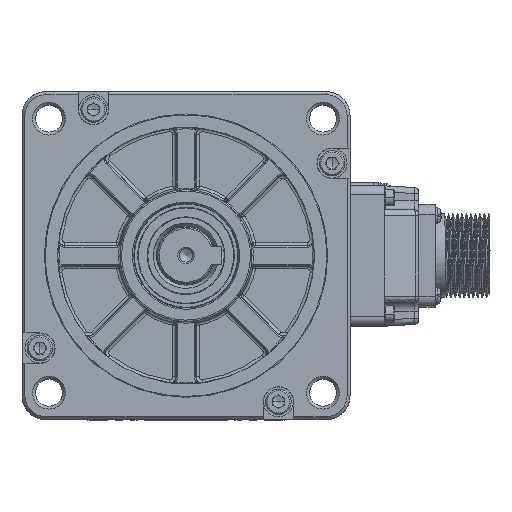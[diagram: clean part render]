
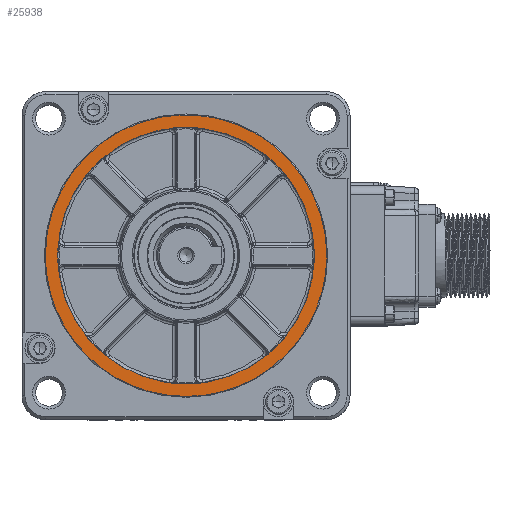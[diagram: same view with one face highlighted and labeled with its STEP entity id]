
A CAD part, top view. The second image highlights one B-rep face of the part: STEP entity #25938.
In plain terms, the highlighted planar face has unit normal (0, 0, 1).
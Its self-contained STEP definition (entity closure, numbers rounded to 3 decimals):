
#24230=CARTESIAN_POINT('',(-65.384,-21.39,105.));
#24231=VERTEX_POINT('',#24230);
#24241=CARTESIAN_POINT('',(-65.384,-21.39,105.));
#24242=CARTESIAN_POINT('',(-65.384,25.81,105.));
#24243=CARTESIAN_POINT('',(-18.184,25.81,105.));
#24244=CARTESIAN_POINT('',(29.016,25.81,105.));
#24245=CARTESIAN_POINT('',(29.016,-21.39,105.));
#24246=CARTESIAN_POINT('',(29.016,-26.039,105.));
#24247=CARTESIAN_POINT('',(28.109,-30.599,105.));
#24248=CARTESIAN_POINT('',(27.202,-35.158,105.));
#24249=CARTESIAN_POINT('',(25.423,-39.453,105.));
#24250=CARTESIAN_POINT('',(23.644,-43.748,105.));
#24251=CARTESIAN_POINT('',(21.061,-47.613,105.));
#24252=CARTESIAN_POINT('',(18.479,-51.479,105.));
#24253=CARTESIAN_POINT('',(15.191,-54.766,105.));
#24254=CARTESIAN_POINT('',(11.904,-58.053,105.));
#24255=CARTESIAN_POINT('',(8.039,-60.636,105.));
#24256=CARTESIAN_POINT('',(4.174,-63.218,105.));
#24257=CARTESIAN_POINT('',(-0.121,-64.997,105.));
#24258=CARTESIAN_POINT('',(-4.416,-66.776,105.));
#24259=CARTESIAN_POINT('',(-8.976,-67.683,105.));
#24260=CARTESIAN_POINT('',(-13.535,-68.59,105.));
#24261=CARTESIAN_POINT('',(-18.184,-68.59,105.));
#24262=CARTESIAN_POINT('',(-22.833,-68.59,105.));
#24263=CARTESIAN_POINT('',(-27.392,-67.683,105.));
#24264=CARTESIAN_POINT('',(-31.952,-66.776,105.));
#24265=CARTESIAN_POINT('',(-36.247,-64.997,105.));
#24266=CARTESIAN_POINT('',(-40.542,-63.218,105.));
#24267=CARTESIAN_POINT('',(-44.407,-60.636,105.));
#24268=CARTESIAN_POINT('',(-48.272,-58.053,105.));
#24269=CARTESIAN_POINT('',(-51.559,-54.766,105.));
#24270=CARTESIAN_POINT('',(-54.847,-51.479,105.));
#24271=CARTESIAN_POINT('',(-57.429,-47.613,105.));
#24272=CARTESIAN_POINT('',(-60.012,-43.748,105.));
#24273=CARTESIAN_POINT('',(-61.791,-39.453,105.));
#24274=CARTESIAN_POINT('',(-63.57,-35.158,105.));
#24275=CARTESIAN_POINT('',(-64.477,-30.599,105.));
#24276=CARTESIAN_POINT('',(-65.384,-26.039,105.));
#24277=CARTESIAN_POINT('',(-65.384,-21.39,105.));
#24278=(BOUNDED_CURVE()B_SPLINE_CURVE(2,(#24241,#24242,#24243,#24244,#24245,#24246,#24247,#24248,#24249,#24250,#24251,#24252,#24253,#24254,#24255,#24256,#24257,#24258,#24259,#24260,#24261,#24262,#24263,#24264,#24265,#24266,#24267,#24268,#24269,#24270,#24271,#24272,#24273,#24274,#24275,#24276,#24277),.UNSPECIFIED.,.T.,.U.)B_SPLINE_CURVE_WITH_KNOTS((3,2,2,2,2,2,2,2,2,2,2,2,2,2,2,2,2,2,3),(0.,0.5,1.,1.07,1.139,1.209,1.279,1.348,1.418,1.488,1.557,1.627,1.696,1.766,1.836,1.905,1.975,2.045,2.114),.UNSPECIFIED.)CURVE()GEOMETRIC_REPRESENTATION_ITEM()RATIONAL_B_SPLINE_CURVE((1.,0.707,1.,0.707,1.,1.,1.,1.,1.,1.,1.,1.,1.,1.,1.,1.,1.,1.,1.,1.,1.,1.,1.,1.,1.,1.,1.,1.,1.,1.,1.,1.,1.,1.,1.,1.,1.))REPRESENTATION_ITEM(''));
#24279=EDGE_CURVE('',#24231,#24231,#24278,.T.);
#25881=CARTESIAN_POINT('',(-18.184,-21.39,105.));
#25882=DIRECTION('',(1.,0.,0.));
#25883=DIRECTION('',(0.,0.,1.));
#25884=AXIS2_PLACEMENT_3D('',#25881,#25883,#25882);
#25885=PLANE('',#25884);
#25886=ORIENTED_EDGE('',*,*,#24279,.F.);
#25887=EDGE_LOOP('',(#25886));
#25888=FACE_OUTER_BOUND('',#25887,.T.);
#25889=CARTESIAN_POINT('',(-61.184,-21.39,105.));
#25890=VERTEX_POINT('',#25889);
#25891=CARTESIAN_POINT('',(24.816,-21.39,105.));
#25892=VERTEX_POINT('',#25891);
#25893=CARTESIAN_POINT('',(-61.184,-21.39,105.));
#25894=CARTESIAN_POINT('',(-61.184,-17.155,105.));
#25895=CARTESIAN_POINT('',(-60.358,-13.001,105.));
#25896=CARTESIAN_POINT('',(-59.532,-8.848,105.));
#25897=CARTESIAN_POINT('',(-57.911,-4.935,105.));
#25898=CARTESIAN_POINT('',(-56.29,-1.022,105.));
#25899=CARTESIAN_POINT('',(-53.937,2.499,105.));
#25900=CARTESIAN_POINT('',(-51.584,6.021,105.));
#25901=CARTESIAN_POINT('',(-48.59,9.015,105.));
#25902=CARTESIAN_POINT('',(-45.595,12.01,105.));
#25903=CARTESIAN_POINT('',(-42.074,14.363,105.));
#25904=CARTESIAN_POINT('',(-38.552,16.716,105.));
#25905=CARTESIAN_POINT('',(-34.639,18.336,105.));
#25906=CARTESIAN_POINT('',(-30.727,19.957,105.));
#25907=CARTESIAN_POINT('',(-26.573,20.783,105.));
#25908=CARTESIAN_POINT('',(-22.419,21.61,105.));
#25909=CARTESIAN_POINT('',(-18.184,21.61,105.));
#25910=CARTESIAN_POINT('',(-13.949,21.61,105.));
#25911=CARTESIAN_POINT('',(-9.795,20.783,105.));
#25912=CARTESIAN_POINT('',(-5.641,19.957,105.));
#25913=CARTESIAN_POINT('',(-1.729,18.336,105.));
#25914=CARTESIAN_POINT('',(2.184,16.716,105.));
#25915=CARTESIAN_POINT('',(5.705,14.363,105.));
#25916=CARTESIAN_POINT('',(9.227,12.01,105.));
#25917=CARTESIAN_POINT('',(12.222,9.015,105.));
#25918=CARTESIAN_POINT('',(15.216,6.021,105.));
#25919=CARTESIAN_POINT('',(17.569,2.499,105.));
#25920=CARTESIAN_POINT('',(19.922,-1.022,105.));
#25921=CARTESIAN_POINT('',(21.543,-4.935,105.));
#25922=CARTESIAN_POINT('',(23.163,-8.848,105.));
#25923=CARTESIAN_POINT('',(23.99,-13.001,105.));
#25924=CARTESIAN_POINT('',(24.816,-17.155,105.));
#25925=CARTESIAN_POINT('',(24.816,-21.39,105.));
#25926=B_SPLINE_CURVE_WITH_KNOTS('',2,(#25893,#25894,#25895,#25896,#25897,#25898,#25899,#25900,#25901,#25902,#25903,#25904,#25905,#25906,#25907,#25908,#25909,#25910,#25911,#25912,#25913,#25914,#25915,#25916,#25917,#25918,#25919,#25920,#25921,#25922,#25923,#25924,#25925),.UNSPECIFIED.,.F.,.U.,(3,2,2,2,2,2,2,2,2,2,2,2,2,2,2,2,3),(0.5,0.531,0.563,0.594,0.625,0.656,0.688,0.719,0.75,0.781,0.813,0.844,0.875,0.906,0.938,0.969,1.),.UNSPECIFIED.);
#25927=EDGE_CURVE('',#25890,#25892,#25926,.T.);
#25928=ORIENTED_EDGE('',*,*,#25927,.T.);
#25929=CARTESIAN_POINT('',(-18.184,-21.39,105.));
#25930=DIRECTION('',(1.,0.,0.));
#25931=DIRECTION('',(0.,0.,-1.));
#25932=AXIS2_PLACEMENT_3D('',#25929,#25931,#25930);
#25933=CIRCLE('',#25932,43.);
#25934=EDGE_CURVE('',#25892,#25890,#25933,.T.);
#25935=ORIENTED_EDGE('',*,*,#25934,.T.);
#25936=EDGE_LOOP('',(#25928,#25935));
#25937=FACE_BOUND('',#25936,.T.);
#25938=ADVANCED_FACE('',(#25888,#25937),#25885,.T.);
